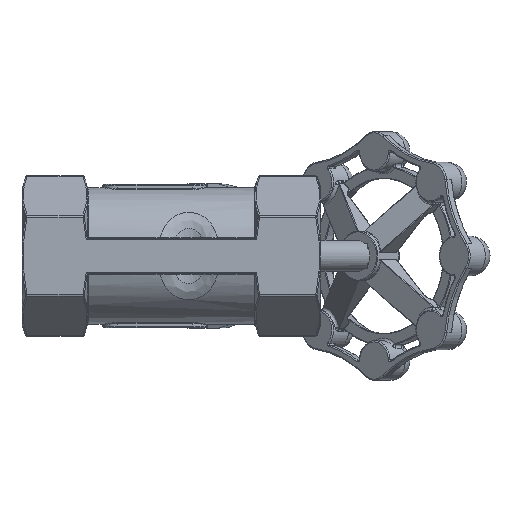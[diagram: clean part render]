
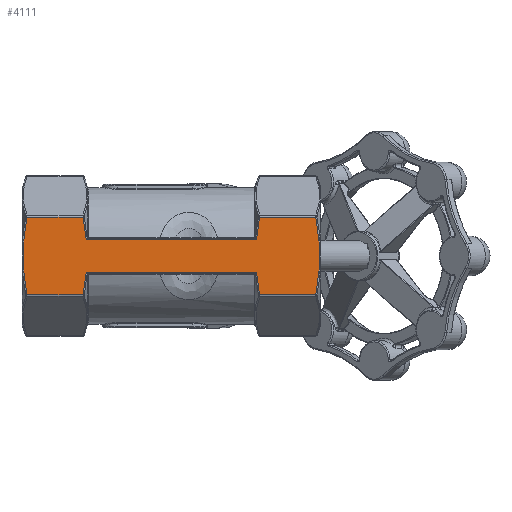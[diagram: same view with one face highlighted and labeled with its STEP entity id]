
A CAD part, front view. The second image highlights one B-rep face of the part: STEP entity #4111.
In plain terms, the highlighted planar face has unit normal (0, -1, 0).
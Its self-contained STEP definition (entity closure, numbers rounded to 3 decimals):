
#4111 = ADVANCED_FACE ( 'NONE', ( #60635 ), #41202, .T. ) ;
#7327 = CARTESIAN_POINT ( 'NONE',  ( 1.471, -28., 12.99 ) ) ;
#7328 = CARTESIAN_POINT ( 'NONE',  ( 1.093, -28., 10.392 ) ) ;
#7329 = CARTESIAN_POINT ( 'NONE',  ( 0.577, -28., 5.196 ) ) ;
#7330 = CARTESIAN_POINT ( 'NONE',  ( 0.305, -28., 0. ) ) ;
#7332 = CARTESIAN_POINT ( 'NONE',  ( 0.577, -28., -5.196 ) ) ;
#7333 = CARTESIAN_POINT ( 'NONE',  ( 1.093, -28., -10.392 ) ) ;
#7334 = CARTESIAN_POINT ( 'NONE',  ( 1.471, -28., -12.99 ) ) ;
#7335 = CARTESIAN_POINT ( 'NONE',  ( 1.937, -28., -15.588 ) ) ;
#7337 = CARTESIAN_POINT ( 'NONE',  ( 0., -28., -15.588 ) ) ;
#7338 = DIRECTION ( 'NONE',  ( 1., 0., 0. ) ) ;
#7339 = CARTESIAN_POINT ( 'NONE',  ( 24.563, -28., -15.588 ) ) ;
#7340 = CARTESIAN_POINT ( 'NONE',  ( 25.103, -28., -12.577 ) ) ;
#7341 = CARTESIAN_POINT ( 'NONE',  ( 25.528, -28., -9.55 ) ) ;
#7342 = CARTESIAN_POINT ( 'NONE',  ( 25.783, -28., -6.5 ) ) ;
#7343 = CARTESIAN_POINT ( 'NONE',  ( 0., -28., -6.5 ) ) ;
#7344 = DIRECTION ( 'NONE',  ( 1., 0., 0. ) ) ;
#7345 = CARTESIAN_POINT ( 'NONE',  ( 94.217, -28., -6.5 ) ) ;
#7346 = CARTESIAN_POINT ( 'NONE',  ( 94.472, -28., -9.55 ) ) ;
#7347 = CARTESIAN_POINT ( 'NONE',  ( 94.897, -28., -12.577 ) ) ;
#7348 = CARTESIAN_POINT ( 'NONE',  ( 95.437, -28., -15.588 ) ) ;
#7349 = CARTESIAN_POINT ( 'NONE',  ( 0., -28., -15.588 ) ) ;
#7350 = DIRECTION ( 'NONE',  ( 1., 0., 0. ) ) ;
#7351 = CARTESIAN_POINT ( 'NONE',  ( 118.063, -28., -15.588 ) ) ;
#7352 = CARTESIAN_POINT ( 'NONE',  ( 118.529, -28., -12.99 ) ) ;
#7353 = CARTESIAN_POINT ( 'NONE',  ( 118.907, -28., -10.392 ) ) ;
#7354 = CARTESIAN_POINT ( 'NONE',  ( 119.423, -28., -5.196 ) ) ;
#7355 = CARTESIAN_POINT ( 'NONE',  ( 119.695, -28., 0. ) ) ;
#7356 = CARTESIAN_POINT ( 'NONE',  ( 119.423, -28., 5.196 ) ) ;
#7357 = CARTESIAN_POINT ( 'NONE',  ( 118.907, -28., 10.392 ) ) ;
#7358 = CARTESIAN_POINT ( 'NONE',  ( 118.529, -28., 12.99 ) ) ;
#7359 = CARTESIAN_POINT ( 'NONE',  ( 118.063, -28., 15.588 ) ) ;
#7360 = CARTESIAN_POINT ( 'NONE',  ( 0., -28., 15.588 ) ) ;
#7361 = DIRECTION ( 'NONE',  ( -1., 0., 0. ) ) ;
#7362 = CARTESIAN_POINT ( 'NONE',  ( 95.437, -28., 15.588 ) ) ;
#7363 = CARTESIAN_POINT ( 'NONE',  ( 94.897, -28., 12.577 ) ) ;
#7364 = CARTESIAN_POINT ( 'NONE',  ( 94.472, -28., 9.55 ) ) ;
#7365 = CARTESIAN_POINT ( 'NONE',  ( 94.217, -28., 6.5 ) ) ;
#7366 = CARTESIAN_POINT ( 'NONE',  ( 0., -28., 6.5 ) ) ;
#7367 = DIRECTION ( 'NONE',  ( -1., 0., 0. ) ) ;
#7368 = CARTESIAN_POINT ( 'NONE',  ( 25.783, -28., 6.5 ) ) ;
#7369 = CARTESIAN_POINT ( 'NONE',  ( 25.528, -28., 9.55 ) ) ;
#7370 = CARTESIAN_POINT ( 'NONE',  ( 25.103, -28., 12.577 ) ) ;
#7371 = CARTESIAN_POINT ( 'NONE',  ( 24.563, -28., 15.588 ) ) ;
#11467 = VECTOR ( 'NONE', #7338, 1000. ) ;
#11505 = VECTOR ( 'NONE', #50426, 1000. ) ;
#11596 = LINE ( 'NONE', #50432, #11505 ) ;
#11659 = LINE ( 'NONE', #7337, #11467 ) ;
#15358 = LINE ( 'NONE', #7366, #15368 ) ;
#15368 = VECTOR ( 'NONE', #7367, 1000. ) ;
#15388 = VECTOR ( 'NONE', #7344, 1000. ) ;
#15416 = LINE ( 'NONE', #7349, #15418 ) ;
#15418 = VECTOR ( 'NONE', #7350, 1000. ) ;
#15458 = LINE ( 'NONE', #7360, #15475 ) ;
#15475 = VECTOR ( 'NONE', #7361, 1000. ) ;
#15534 = LINE ( 'NONE', #7343, #15388 ) ;
#19079 = AXIS2_PLACEMENT_3D ( 'NONE', #41142, #41236, #41151 ) ;
#26969 = CARTESIAN_POINT ( 'NONE',  ( 25.783, -28., -6.5 ) ) ;
#26999 = CARTESIAN_POINT ( 'NONE',  ( 1.937, -28., 15.588 ) ) ;
#27002 = CARTESIAN_POINT ( 'NONE',  ( 25.783, -28., 6.5 ) ) ;
#27010 = CARTESIAN_POINT ( 'NONE',  ( 95.437, -28., 15.588 ) ) ;
#27026 = CARTESIAN_POINT ( 'NONE',  ( 118.063, -28., 15.588 ) ) ;
#27036 = CARTESIAN_POINT ( 'NONE',  ( 24.563, -28., -15.588 ) ) ;
#27039 = CARTESIAN_POINT ( 'NONE',  ( 94.217, -28., -6.5 ) ) ;
#27040 = CARTESIAN_POINT ( 'NONE',  ( 118.063, -28., -15.588 ) ) ;
#27065 = CARTESIAN_POINT ( 'NONE',  ( 1.937, -28., -15.588 ) ) ;
#27096 = CARTESIAN_POINT ( 'NONE',  ( 95.437, -28., -15.588 ) ) ;
#27160 = CARTESIAN_POINT ( 'NONE',  ( 24.563, -28., 15.588 ) ) ;
#27169 = CARTESIAN_POINT ( 'NONE',  ( 94.217, -28., 6.5 ) ) ;
#41142 = CARTESIAN_POINT ( 'NONE',  ( 0., -28., -33.001 ) ) ;
#41151 = DIRECTION ( 'NONE',  ( 0., 0., -1. ) ) ;
#41202 = PLANE ( 'NONE',  #19079 ) ;
#41236 = DIRECTION ( 'NONE',  ( 0., -1., 0. ) ) ;
#45977 = EDGE_LOOP ( 'NONE', ( #46647, #46248, #46507, #46726, #46673, #46521, #46381, #46534, #46595, #46828, #46270, #46454 ) ) ;
#46248 = ORIENTED_EDGE ( 'NONE', *, *, #52963, .T. ) ;
#46270 = ORIENTED_EDGE ( 'NONE', *, *, #52972, .T. ) ;
#46381 = ORIENTED_EDGE ( 'NONE', *, *, #52968, .T. ) ;
#46454 = ORIENTED_EDGE ( 'NONE', *, *, #52973, .T. ) ;
#46507 = ORIENTED_EDGE ( 'NONE', *, *, #52964, .T. ) ;
#46521 = ORIENTED_EDGE ( 'NONE', *, *, #52967, .T. ) ;
#46534 = ORIENTED_EDGE ( 'NONE', *, *, #52969, .T. ) ;
#46595 = ORIENTED_EDGE ( 'NONE', *, *, #52970, .T. ) ;
#46647 = ORIENTED_EDGE ( 'NONE', *, *, #52962, .T. ) ;
#46673 = ORIENTED_EDGE ( 'NONE', *, *, #52966, .T. ) ;
#46726 = ORIENTED_EDGE ( 'NONE', *, *, #52965, .T. ) ;
#46828 = ORIENTED_EDGE ( 'NONE', *, *, #52971, .T. ) ;
#50367 = CARTESIAN_POINT ( 'NONE',  ( 1.937, -28., 15.588 ) ) ;
#50426 = DIRECTION ( 'NONE',  ( -1., 0., 0. ) ) ;
#50432 = CARTESIAN_POINT ( 'NONE',  ( 0., -28., 15.588 ) ) ;
#52962 = EDGE_CURVE ( 'NONE', #56765, #56637, #11596, .T. ) ;
#52963 = EDGE_CURVE ( 'NONE', #56637, #56679, #68422, .T. ) ;
#52964 = EDGE_CURVE ( 'NONE', #56679, #56660, #11659, .T. ) ;
#52965 = EDGE_CURVE ( 'NONE', #56660, #56619, #68057, .T. ) ;
#52966 = EDGE_CURVE ( 'NONE', #56619, #56662, #15534, .T. ) ;
#52967 = EDGE_CURVE ( 'NONE', #56662, #56699, #68045, .T. ) ;
#52968 = EDGE_CURVE ( 'NONE', #56699, #56663, #15416, .T. ) ;
#52969 = EDGE_CURVE ( 'NONE', #56663, #56653, #68047, .T. ) ;
#52970 = EDGE_CURVE ( 'NONE', #56653, #56644, #15458, .T. ) ;
#52971 = EDGE_CURVE ( 'NONE', #56644, #56776, #67892, .T. ) ;
#52972 = EDGE_CURVE ( 'NONE', #56776, #56639, #15358, .T. ) ;
#52973 = EDGE_CURVE ( 'NONE', #56639, #56765, #67895, .T. ) ;
#56619 = VERTEX_POINT ( 'NONE', #26969 ) ;
#56637 = VERTEX_POINT ( 'NONE', #26999 ) ;
#56639 = VERTEX_POINT ( 'NONE', #27002 ) ;
#56644 = VERTEX_POINT ( 'NONE', #27010 ) ;
#56653 = VERTEX_POINT ( 'NONE', #27026 ) ;
#56660 = VERTEX_POINT ( 'NONE', #27036 ) ;
#56662 = VERTEX_POINT ( 'NONE', #27039 ) ;
#56663 = VERTEX_POINT ( 'NONE', #27040 ) ;
#56679 = VERTEX_POINT ( 'NONE', #27065 ) ;
#56699 = VERTEX_POINT ( 'NONE', #27096 ) ;
#56765 = VERTEX_POINT ( 'NONE', #27160 ) ;
#56776 = VERTEX_POINT ( 'NONE', #27169 ) ;
#60635 = FACE_OUTER_BOUND ( 'NONE', #45977, .T. ) ;
#67892 = B_SPLINE_CURVE_WITH_KNOTS ( 'NONE', 3,
 ( #7362, #7363, #7364, #7365 ),
 .UNSPECIFIED., .F., .F.,
 ( 4, 4 ),
 ( 0., 0.009 ),
 .UNSPECIFIED. ) ;
#67895 = B_SPLINE_CURVE_WITH_KNOTS ( 'NONE', 3,
 ( #7368, #7369, #7370, #7371 ),
 .UNSPECIFIED., .F., .F.,
 ( 4, 4 ),
 ( 0., 0.009 ),
 .UNSPECIFIED. ) ;
#68045 = B_SPLINE_CURVE_WITH_KNOTS ( 'NONE', 3,
 ( #7345, #7346, #7347, #7348 ),
 .UNSPECIFIED., .F., .F.,
 ( 4, 4 ),
 ( 0., 0.009 ),
 .UNSPECIFIED. ) ;
#68047 = B_SPLINE_CURVE_WITH_KNOTS ( 'NONE', 3,
 ( #7351, #7352, #7353, #7354, #7355, #7356, #7357, #7358, #7359 ),
 .UNSPECIFIED., .F., .F.,
 ( 4, 2, 1, 2, 4 ),
 ( 0., 0.008, 0.016, 0.023, 0.031 ),
 .UNSPECIFIED. ) ;
#68057 = B_SPLINE_CURVE_WITH_KNOTS ( 'NONE', 3,
 ( #7339, #7340, #7341, #7342 ),
 .UNSPECIFIED., .F., .F.,
 ( 4, 4 ),
 ( 0., 0.009 ),
 .UNSPECIFIED. ) ;
#68422 = B_SPLINE_CURVE_WITH_KNOTS ( 'NONE', 3,
 ( #50367, #7327, #7328, #7329, #7330, #7332, #7333, #7334, #7335 ),
 .UNSPECIFIED., .F., .F.,
 ( 4, 2, 1, 2, 4 ),
 ( 0., 0.008, 0.016, 0.023, 0.031 ),
 .UNSPECIFIED. ) ;
